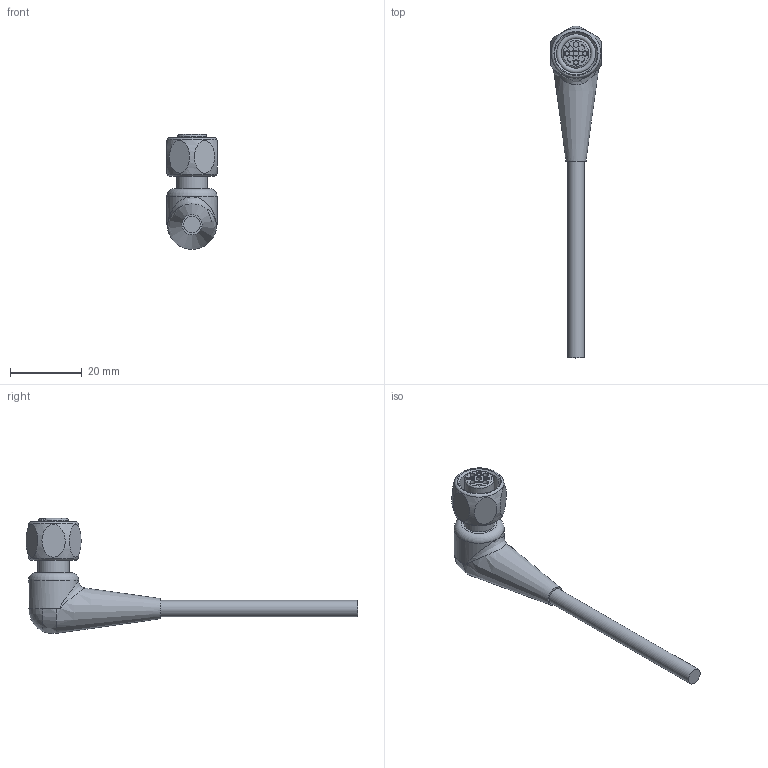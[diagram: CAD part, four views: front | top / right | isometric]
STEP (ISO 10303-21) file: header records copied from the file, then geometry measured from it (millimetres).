
FILE_DESCRIPTION(/* description */ (''),/* implementation_level */ '2;1');
FILE_NAME(/* name */ 'FB-WWAKH3.stp',/* time_stamp */ '2015-06-10T16:50:52+02:00',/* author */ (''),/* organization */ (''),/* preprocessor_version */ 'ST-DEVELOPER v14',/* originating_system */ 'SIEMENS PLM Software NX 8.0',/* authorisation */ '');
FILE_SCHEMA (('AUTOMOTIVE_DESIGN { 1 0 10303 214 3 1 1 1 }'));
Length unit declared in the file: millimetre
Products named in the file (1): FB-WWAK4_S3930
Bounding box: 14 x 92.68 x 32.15 mm (x, y, z)
Volume: 6432.3 mm3; surface area: 3562.2 mm2
Topology: 1 solids, 1 shells, 80 faces, 181 edges, 121 vertices
Faces by surface type: plane 34, cylinder 31, cone 6, torus 5, bspline 3, sphere 1
Full cylindrical faces by diameter (mm): 1.15 x3, 1.5 x1, 4.6 x1, 8.7 x1, 10.95 x1, 14 x1
Entity records: 2600 total; most frequent: CARTESIAN_POINT 733, DIRECTION 384, ORIENTED_EDGE 308, AXIS2_PLACEMENT_3D 164, EDGE_CURVE 154, EDGE_LOOP 117, VERTEX_POINT 113, CIRCLE 86
